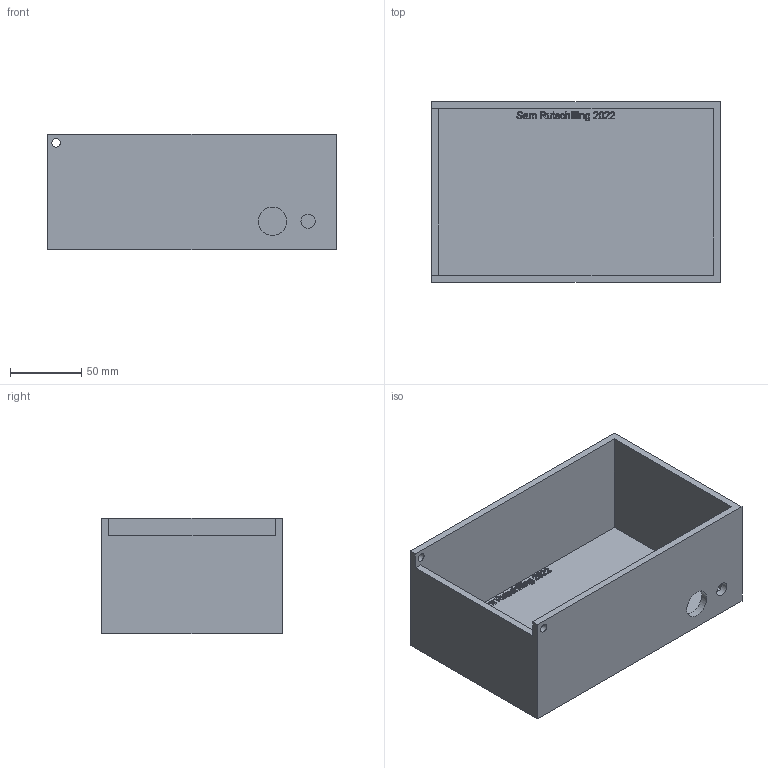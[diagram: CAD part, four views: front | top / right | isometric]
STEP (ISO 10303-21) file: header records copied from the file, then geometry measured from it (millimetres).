
FILE_DESCRIPTION(/* description */ (''),/* implementation_level */ '2;1');
FILE_NAME(/* name */ 'UselessBoxBottom v4.step',/* time_stamp */ '2022-03-13T16:22:41-04:00',/* author */ (''),/* organization */ (''),/* preprocessor_version */ 'ST-DEVELOPER v18.1',/* originating_system */ 'Autodesk Translation Framework v10.13.0.1454',/* authorisation */ '');
FILE_SCHEMA (('AUTOMOTIVE_DESIGN { 1 0 10303 214 3 1 1 }'));
Length unit declared in the file: millimetre
Products named in the file (1): UselessBoxBottom
Bounding box: 203.2 x 127 x 81.2 mm (x, y, z)
Volume: 363866.9 mm3; surface area: 149974.1 mm2
Topology: 1 solids, 1 shells, 433 faces, 1218 edges, 812 vertices
Faces by surface type: bspline 284, plane 145, cylinder 4
Full cylindrical faces by diameter (mm): 6 x2, 10 x1, 20 x1
Entity records: 16569 total; most frequent: CARTESIAN_POINT 7292, ORIENTED_EDGE 2436, EDGE_CURVE 1218, DIRECTION 958, VERTEX_POINT 812, LINE 642, VECTOR 642, B_SPLINE_CURVE_WITH_KNOTS 568
